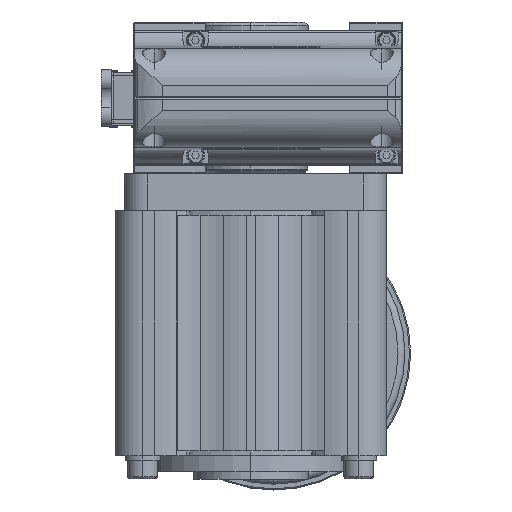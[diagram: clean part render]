
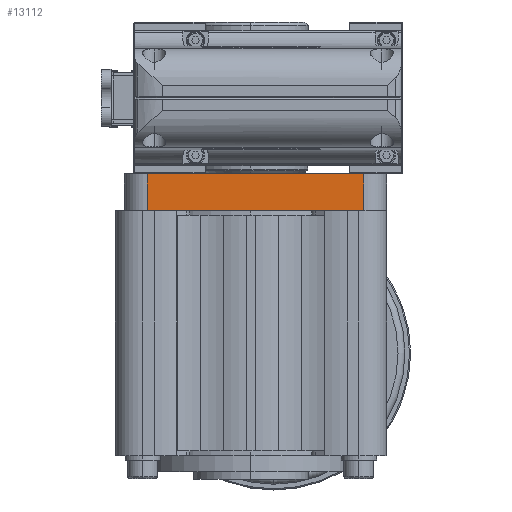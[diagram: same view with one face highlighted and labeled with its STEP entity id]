
A CAD part, left-side view. The second image highlights one B-rep face of the part: STEP entity #13112.
In plain terms, the highlighted planar face has unit normal (-1, 0, 0).
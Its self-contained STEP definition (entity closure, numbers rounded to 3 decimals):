
#2072 = VERTEX_POINT ( 'NONE', #26928 ) ;
#2308 = EDGE_CURVE ( 'NONE', #42775, #63189, #5844, .T. ) ;
#3166 = ORIENTED_EDGE ( 'NONE', *, *, #10518, .T. ) ;
#5844 = LINE ( 'NONE', #53400, #34770 ) ;
#6743 = AXIS2_PLACEMENT_3D ( 'NONE', #41198, #52040, #14286 ) ;
#8682 = PLANE ( 'NONE',  #6743 ) ;
#9042 = EDGE_LOOP ( 'NONE', ( #51488, #27098, #3166, #40097 ) ) ;
#10518 = EDGE_CURVE ( 'NONE', #42775, #32503, #42904, .T. ) ;
#12245 = VECTOR ( 'NONE', #49185, 1000. ) ;
#13112 = ADVANCED_FACE ( 'NONE', ( #39842 ), #8682, .T. ) ;
#13463 = LINE ( 'NONE', #29563, #24040 ) ;
#14286 = DIRECTION ( 'NONE',  ( 0., 1., 0. ) ) ;
#16066 = CARTESIAN_POINT ( 'NONE',  ( -73.76, 17., -49. ) ) ;
#21298 = LINE ( 'NONE', #16066, #46303 ) ;
#21652 = DIRECTION ( 'NONE',  ( 0., 1., 0. ) ) ;
#21942 = DIRECTION ( 'NONE',  ( 0., 0., -1. ) ) ;
#24040 = VECTOR ( 'NONE', #49861, 1000. ) ;
#26928 = CARTESIAN_POINT ( 'NONE',  ( -73.76, 111., -49. ) ) ;
#27098 = ORIENTED_EDGE ( 'NONE', *, *, #2308, .F. ) ;
#27793 = CARTESIAN_POINT ( 'NONE',  ( -73.76, 17., -49. ) ) ;
#29563 = CARTESIAN_POINT ( 'NONE',  ( -73.76, 111., -33. ) ) ;
#30012 = EDGE_CURVE ( 'NONE', #32503, #2072, #13463, .T. ) ;
#32503 = VERTEX_POINT ( 'NONE', #39214 ) ;
#34770 = VECTOR ( 'NONE', #21942, 1000. ) ;
#35205 = CARTESIAN_POINT ( 'NONE',  ( -73.76, 17., -33. ) ) ;
#39214 = CARTESIAN_POINT ( 'NONE',  ( -73.76, 111., -33. ) ) ;
#39842 = FACE_OUTER_BOUND ( 'NONE', #9042, .T. ) ;
#40097 = ORIENTED_EDGE ( 'NONE', *, *, #30012, .T. ) ;
#41198 = CARTESIAN_POINT ( 'NONE',  ( -73.76, 17., -33. ) ) ;
#41211 = EDGE_CURVE ( 'NONE', #63189, #2072, #21298, .T. ) ;
#42775 = VERTEX_POINT ( 'NONE', #35205 ) ;
#42904 = LINE ( 'NONE', #54428, #12245 ) ;
#46303 = VECTOR ( 'NONE', #21652, 1000. ) ;
#49185 = DIRECTION ( 'NONE',  ( 0., 1., 0. ) ) ;
#49861 = DIRECTION ( 'NONE',  ( 0., 0., -1. ) ) ;
#51488 = ORIENTED_EDGE ( 'NONE', *, *, #41211, .F. ) ;
#52040 = DIRECTION ( 'NONE',  ( -1., 0., 0. ) ) ;
#53400 = CARTESIAN_POINT ( 'NONE',  ( -73.76, 17., -33. ) ) ;
#54428 = CARTESIAN_POINT ( 'NONE',  ( -73.76, 17., -33. ) ) ;
#63189 = VERTEX_POINT ( 'NONE', #27793 ) ;
